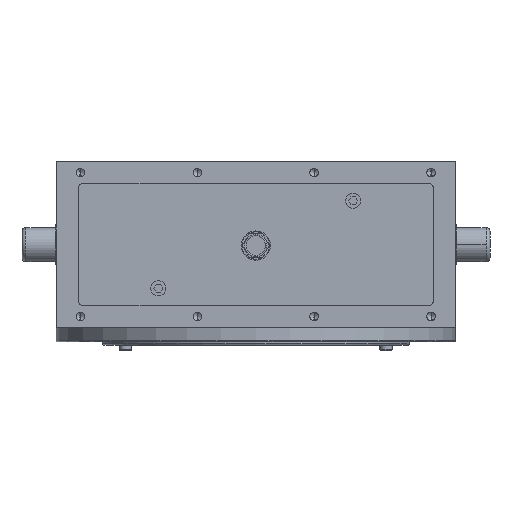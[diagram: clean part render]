
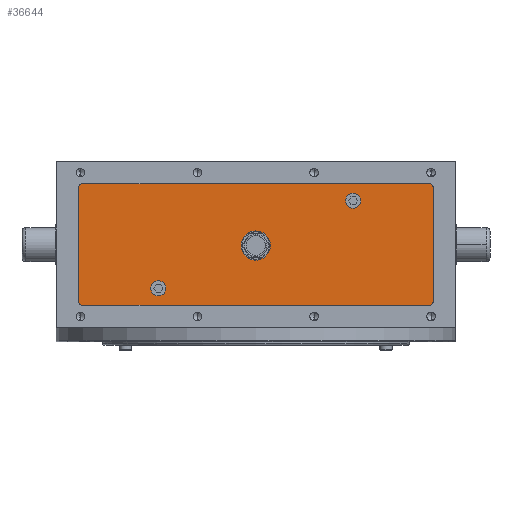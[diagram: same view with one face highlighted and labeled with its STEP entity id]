
A CAD part, front view. The second image highlights one B-rep face of the part: STEP entity #36644.
In plain terms, the highlighted planar face has unit normal (0, -1, 0).
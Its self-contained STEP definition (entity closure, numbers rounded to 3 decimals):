
#37 = ORIENTED_EDGE ( 'NONE', *, *, #57141, .T. ) ;
#423 = AXIS2_PLACEMENT_3D ( 'NONE', #68617, #33488, #4054 ) ;
#2202 = VERTEX_POINT ( 'NONE', #69278 ) ;
#2686 = AXIS2_PLACEMENT_3D ( 'NONE', #31419, #43208, #60911 ) ;
#4006 = DIRECTION ( 'NONE',  ( -1., 0., 0. ) ) ;
#4054 = DIRECTION ( 'NONE',  ( -1., 0., 0. ) ) ;
#4252 = CARTESIAN_POINT ( 'NONE',  ( 365., -570., 285. ) ) ;
#4412 = VERTEX_POINT ( 'NONE', #41796 ) ;
#5013 = CARTESIAN_POINT ( 'NONE',  ( -184.582, -570., 80. ) ) ;
#5473 = ORIENTED_EDGE ( 'NONE', *, *, #58026, .T. ) ;
#6117 = ORIENTED_EDGE ( 'NONE', *, *, #71837, .T. ) ;
#6458 = DIRECTION ( 'NONE',  ( -1., 0., 0. ) ) ;
#6665 = VERTEX_POINT ( 'NONE', #29441 ) ;
#8249 = ORIENTED_EDGE ( 'NONE', *, *, #53810, .T. ) ;
#8458 = CARTESIAN_POINT ( 'NONE',  ( 365., -570., 55. ) ) ;
#9953 = CARTESIAN_POINT ( 'NONE',  ( 200., -570., 260. ) ) ;
#10520 = EDGE_LOOP ( 'NONE', ( #65332, #53640, #37, #13433, #28624, #64369, #53302, #15219 ) ) ;
#10597 = VERTEX_POINT ( 'NONE', #75580 ) ;
#11815 = EDGE_CURVE ( 'NONE', #33458, #4412, #36189, .T. ) ;
#11874 = CARTESIAN_POINT ( 'NONE',  ( 200., -570., 260. ) ) ;
#12423 = VERTEX_POINT ( 'NONE', #50944 ) ;
#13433 = ORIENTED_EDGE ( 'NONE', *, *, #58806, .T. ) ;
#14194 = CARTESIAN_POINT ( 'NONE',  ( 215.418, -570., 260. ) ) ;
#14287 = VERTEX_POINT ( 'NONE', #45589 ) ;
#14665 = CIRCLE ( 'NONE', #423, 10. ) ;
#15199 = DIRECTION ( 'NONE',  ( 0., 1., 0. ) ) ;
#15219 = ORIENTED_EDGE ( 'NONE', *, *, #25353, .T. ) ;
#15459 = CARTESIAN_POINT ( 'NONE',  ( -200., -570., 80. ) ) ;
#15710 = DIRECTION ( 'NONE',  ( -1., 0., 0. ) ) ;
#16280 = CARTESIAN_POINT ( 'NONE',  ( -365., -570., 285. ) ) ;
#16429 = EDGE_CURVE ( 'NONE', #4412, #43714, #74908, .T. ) ;
#17698 = CARTESIAN_POINT ( 'NONE',  ( -365., -570., 285. ) ) ;
#19530 = EDGE_CURVE ( 'NONE', #48543, #61981, #47926, .T. ) ;
#20863 = VECTOR ( 'NONE', #67555, 1000. ) ;
#22438 = CARTESIAN_POINT ( 'NONE',  ( -355., -570., 45. ) ) ;
#22798 = AXIS2_PLACEMENT_3D ( 'NONE', #11874, #23586, #6458 ) ;
#23586 = DIRECTION ( 'NONE',  ( 0., 1., 0. ) ) ;
#25353 = EDGE_CURVE ( 'NONE', #43714, #48543, #31547, .T. ) ;
#25724 = DIRECTION ( 'NONE',  ( -1., 0., 0. ) ) ;
#26458 = VERTEX_POINT ( 'NONE', #14194 ) ;
#26904 = CARTESIAN_POINT ( 'NONE',  ( 0., -570., 168. ) ) ;
#26951 = VECTOR ( 'NONE', #74947, 1000. ) ;
#27727 = CARTESIAN_POINT ( 'NONE',  ( 30., -570., 168. ) ) ;
#28624 = ORIENTED_EDGE ( 'NONE', *, *, #33693, .T. ) ;
#29441 = CARTESIAN_POINT ( 'NONE',  ( 365., -570., 285. ) ) ;
#30536 = EDGE_CURVE ( 'NONE', #2202, #40506, #36131, .T. ) ;
#31419 = CARTESIAN_POINT ( 'NONE',  ( 355., -570., 55. ) ) ;
#31547 = LINE ( 'NONE', #16280, #26951 ) ;
#31695 = DIRECTION ( 'NONE',  ( -1., 0., 0. ) ) ;
#31899 = LINE ( 'NONE', #50845, #20863 ) ;
#32537 = VECTOR ( 'NONE', #15710, 1000. ) ;
#32885 = EDGE_LOOP ( 'NONE', ( #5473, #49627 ) ) ;
#32999 = EDGE_CURVE ( 'NONE', #40506, #2202, #49543, .T. ) ;
#33286 = CIRCLE ( 'NONE', #34051, 15.418 ) ;
#33458 = VERTEX_POINT ( 'NONE', #48398 ) ;
#33488 = DIRECTION ( 'NONE',  ( 0., -1., 0. ) ) ;
#33693 = EDGE_CURVE ( 'NONE', #6665, #33458, #14665, .T. ) ;
#33942 = CIRCLE ( 'NONE', #37844, 15.418 ) ;
#34051 = AXIS2_PLACEMENT_3D ( 'NONE', #9953, #67577, #4006 ) ;
#36131 = CIRCLE ( 'NONE', #53750, 30. ) ;
#36189 = LINE ( 'NONE', #56192, #32537 ) ;
#36644 = ADVANCED_FACE ( 'NONE', ( #45349, #49920, #56349, #60022 ), #68865, .T. ) ;
#37844 = AXIS2_PLACEMENT_3D ( 'NONE', #15459, #56698, #56436 ) ;
#39633 = DIRECTION ( 'NONE',  ( 0., -1., 0. ) ) ;
#39876 = DIRECTION ( 'NONE',  ( -1., 0., 0. ) ) ;
#40125 = AXIS2_PLACEMENT_3D ( 'NONE', #26904, #15199, #49752 ) ;
#40506 = VERTEX_POINT ( 'NONE', #27727 ) ;
#41796 = CARTESIAN_POINT ( 'NONE',  ( -355., -570., 295. ) ) ;
#42023 = CIRCLE ( 'NONE', #2686, 10. ) ;
#43208 = DIRECTION ( 'NONE',  ( 0., -1., 0. ) ) ;
#43714 = VERTEX_POINT ( 'NONE', #17698 ) ;
#44970 = DIRECTION ( 'NONE',  ( 0., 0., 1. ) ) ;
#45349 = FACE_BOUND ( 'NONE', #32885, .T. ) ;
#45589 = CARTESIAN_POINT ( 'NONE',  ( -215.418, -570., 80. ) ) ;
#46144 = CARTESIAN_POINT ( 'NONE',  ( -355., -570., 55. ) ) ;
#47926 = CIRCLE ( 'NONE', #54638, 10. ) ;
#48398 = CARTESIAN_POINT ( 'NONE',  ( 355., -570., 295. ) ) ;
#48543 = VERTEX_POINT ( 'NONE', #52970 ) ;
#48565 = CARTESIAN_POINT ( 'NONE',  ( -200., -570., 80. ) ) ;
#49543 = CIRCLE ( 'NONE', #40125, 30. ) ;
#49627 = ORIENTED_EDGE ( 'NONE', *, *, #66155, .T. ) ;
#49752 = DIRECTION ( 'NONE',  ( -1., 0., 0. ) ) ;
#49920 = FACE_BOUND ( 'NONE', #72072, .T. ) ;
#50758 = CIRCLE ( 'NONE', #74156, 15.418 ) ;
#50845 = CARTESIAN_POINT ( 'NONE',  ( -355., -570., 45. ) ) ;
#50944 = CARTESIAN_POINT ( 'NONE',  ( 184.582, -570., 260. ) ) ;
#51474 = AXIS2_PLACEMENT_3D ( 'NONE', #53231, #64510, #75526 ) ;
#52970 = CARTESIAN_POINT ( 'NONE',  ( -365., -570., 55. ) ) ;
#53231 = CARTESIAN_POINT ( 'NONE',  ( -355., -570., 285. ) ) ;
#53302 = ORIENTED_EDGE ( 'NONE', *, *, #16429, .T. ) ;
#53640 = ORIENTED_EDGE ( 'NONE', *, *, #57258, .T. ) ;
#53750 = AXIS2_PLACEMENT_3D ( 'NONE', #66816, #72211, #31695 ) ;
#53810 = EDGE_CURVE ( 'NONE', #14287, #67633, #50758, .T. ) ;
#54638 = AXIS2_PLACEMENT_3D ( 'NONE', #46144, #69242, #75140 ) ;
#56192 = CARTESIAN_POINT ( 'NONE',  ( -355., -570., 295. ) ) ;
#56349 = FACE_BOUND ( 'NONE', #71097, .T. ) ;
#56436 = DIRECTION ( 'NONE',  ( -1., 0., 0. ) ) ;
#56698 = DIRECTION ( 'NONE',  ( 0., 1., 0. ) ) ;
#57141 = EDGE_CURVE ( 'NONE', #10597, #75951, #42023, .T. ) ;
#57258 = EDGE_CURVE ( 'NONE', #61981, #10597, #31899, .T. ) ;
#57348 = LINE ( 'NONE', #4252, #61052 ) ;
#58026 = EDGE_CURVE ( 'NONE', #26458, #12423, #70287, .T. ) ;
#58806 = EDGE_CURVE ( 'NONE', #75951, #6665, #57348, .T. ) ;
#58988 = ORIENTED_EDGE ( 'NONE', *, *, #30536, .T. ) ;
#60022 = FACE_OUTER_BOUND ( 'NONE', #10520, .T. ) ;
#60911 = DIRECTION ( 'NONE',  ( 1., 0., 0. ) ) ;
#61052 = VECTOR ( 'NONE', #44970, 1000. ) ;
#61981 = VERTEX_POINT ( 'NONE', #22438 ) ;
#62969 = AXIS2_PLACEMENT_3D ( 'NONE', #69109, #39633, #39876 ) ;
#64369 = ORIENTED_EDGE ( 'NONE', *, *, #11815, .T. ) ;
#64510 = DIRECTION ( 'NONE',  ( 0., -1., 0. ) ) ;
#65332 = ORIENTED_EDGE ( 'NONE', *, *, #19530, .T. ) ;
#66155 = EDGE_CURVE ( 'NONE', #12423, #26458, #33286, .T. ) ;
#66816 = CARTESIAN_POINT ( 'NONE',  ( 0., -570., 168. ) ) ;
#67555 = DIRECTION ( 'NONE',  ( 1., 0., 0. ) ) ;
#67577 = DIRECTION ( 'NONE',  ( 0., 1., 0. ) ) ;
#67633 = VERTEX_POINT ( 'NONE', #5013 ) ;
#68617 = CARTESIAN_POINT ( 'NONE',  ( 355., -570., 285. ) ) ;
#68865 = PLANE ( 'NONE',  #62969 ) ;
#69109 = CARTESIAN_POINT ( 'NONE',  ( -355., -570., 55. ) ) ;
#69242 = DIRECTION ( 'NONE',  ( 0., -1., 0. ) ) ;
#69278 = CARTESIAN_POINT ( 'NONE',  ( -30., -570., 168. ) ) ;
#70287 = CIRCLE ( 'NONE', #22798, 15.418 ) ;
#71097 = EDGE_LOOP ( 'NONE', ( #73136, #58988 ) ) ;
#71837 = EDGE_CURVE ( 'NONE', #67633, #14287, #33942, .T. ) ;
#72072 = EDGE_LOOP ( 'NONE', ( #6117, #8249 ) ) ;
#72162 = DIRECTION ( 'NONE',  ( 0., 1., 0. ) ) ;
#72211 = DIRECTION ( 'NONE',  ( 0., 1., 0. ) ) ;
#73136 = ORIENTED_EDGE ( 'NONE', *, *, #32999, .T. ) ;
#74156 = AXIS2_PLACEMENT_3D ( 'NONE', #48565, #72162, #25724 ) ;
#74908 = CIRCLE ( 'NONE', #51474, 10. ) ;
#74947 = DIRECTION ( 'NONE',  ( 0., 0., -1. ) ) ;
#75140 = DIRECTION ( 'NONE',  ( 1., 0., 0. ) ) ;
#75526 = DIRECTION ( 'NONE',  ( 1., 0., 0. ) ) ;
#75580 = CARTESIAN_POINT ( 'NONE',  ( 355., -570., 45. ) ) ;
#75951 = VERTEX_POINT ( 'NONE', #8458 ) ;
